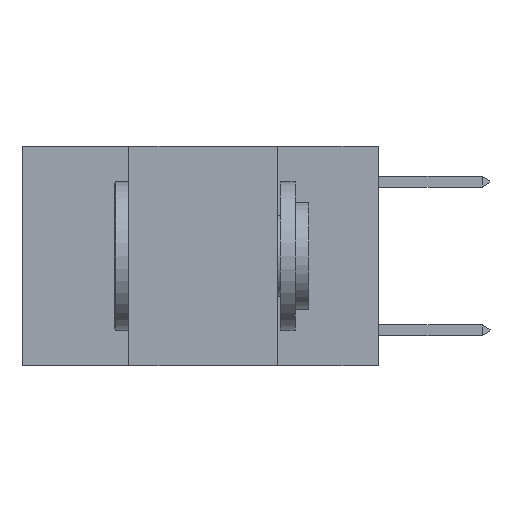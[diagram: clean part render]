
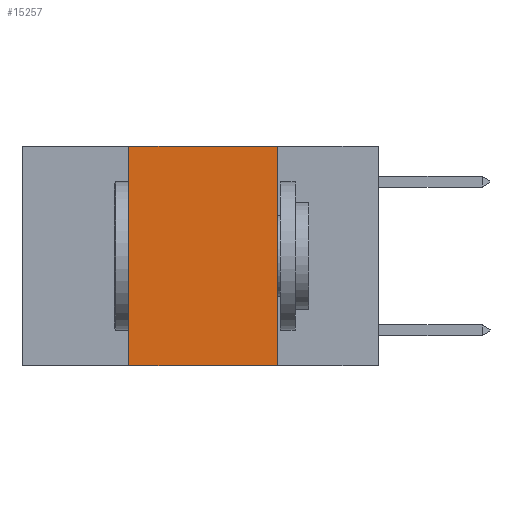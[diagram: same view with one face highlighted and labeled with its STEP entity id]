
A CAD part, left-side view. The second image highlights one B-rep face of the part: STEP entity #15257.
In plain terms, the highlighted planar face has unit normal (-1, 0, 0).
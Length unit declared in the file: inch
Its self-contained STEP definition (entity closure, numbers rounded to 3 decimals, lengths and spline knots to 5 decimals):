
#195 = VERTEX_POINT ( 'NONE', #14481 ) ;
#1235 = VERTEX_POINT ( 'NONE', #2450 ) ;
#1330 = EDGE_CURVE ( 'NONE', #2172, #195, #27381, .T. ) ;
#2172 = VERTEX_POINT ( 'NONE', #9566 ) ;
#2450 = CARTESIAN_POINT ( 'NONE',  ( 0., 0.42, 0. ) ) ;
#2455 = FACE_OUTER_BOUND ( 'NONE', #27121, .T. ) ;
#2590 = LINE ( 'NONE', #19855, #19726 ) ;
#2867 = CARTESIAN_POINT ( 'NONE',  ( 0., 0.17, 0. ) ) ;
#2900 = LINE ( 'NONE', #19915, #14797 ) ;
#5808 = ORIENTED_EDGE ( 'NONE', *, *, #1330, .T. ) ;
#5948 = DIRECTION ( 'NONE',  ( 1., 0., 0. ) ) ;
#6143 = VECTOR ( 'NONE', #25702, 39.37008 ) ;
#8780 = DIRECTION ( 'NONE',  ( 0., -1., 0. ) ) ;
#9566 = CARTESIAN_POINT ( 'NONE',  ( 0., 0.42, -0.37 ) ) ;
#10889 = DIRECTION ( 'NONE',  ( 0., -1., 0. ) ) ;
#11614 = AXIS2_PLACEMENT_3D ( 'NONE', #14836, #5948, #21570 ) ;
#12071 = LINE ( 'NONE', #21255, #6143 ) ;
#14383 = CARTESIAN_POINT ( 'NONE',  ( 0., 0.6, -0.37 ) ) ;
#14481 = CARTESIAN_POINT ( 'NONE',  ( 0., 0.17, -0.37 ) ) ;
#14797 = VECTOR ( 'NONE', #8780, 39.37008 ) ;
#14836 = CARTESIAN_POINT ( 'NONE',  ( 0., 0.6, 0. ) ) ;
#15257 = ADVANCED_FACE ( 'NONE', ( #2455 ), #19314, .F. ) ;
#18148 = EDGE_CURVE ( 'NONE', #2172, #1235, #12071, .T. ) ;
#18780 = EDGE_CURVE ( 'NONE', #20438, #195, #2590, .T. ) ;
#19314 = PLANE ( 'NONE',  #11614 ) ;
#19481 = EDGE_CURVE ( 'NONE', #1235, #20438, #2900, .T. ) ;
#19726 = VECTOR ( 'NONE', #24306, 39.37008 ) ;
#19855 = CARTESIAN_POINT ( 'NONE',  ( 0., 0.17, 0. ) ) ;
#19915 = CARTESIAN_POINT ( 'NONE',  ( 0., 0.6, 0. ) ) ;
#20438 = VERTEX_POINT ( 'NONE', #2867 ) ;
#21255 = CARTESIAN_POINT ( 'NONE',  ( 0., 0.42, 0. ) ) ;
#21570 = DIRECTION ( 'NONE',  ( 0., 0., -1. ) ) ;
#23947 = ORIENTED_EDGE ( 'NONE', *, *, #19481, .F. ) ;
#24306 = DIRECTION ( 'NONE',  ( 0., 0., -1. ) ) ;
#25702 = DIRECTION ( 'NONE',  ( 0., 0., 1. ) ) ;
#25991 = VECTOR ( 'NONE', #10889, 39.37008 ) ;
#27121 = EDGE_LOOP ( 'NONE', ( #28446, #23947, #27425, #5808 ) ) ;
#27381 = LINE ( 'NONE', #14383, #25991 ) ;
#27425 = ORIENTED_EDGE ( 'NONE', *, *, #18148, .F. ) ;
#28446 = ORIENTED_EDGE ( 'NONE', *, *, #18780, .F. ) ;
